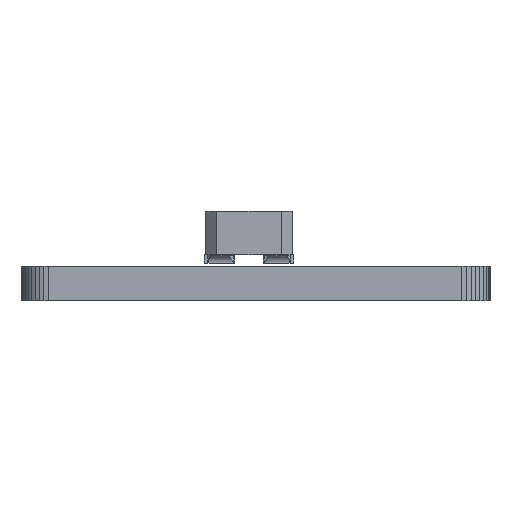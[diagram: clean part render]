
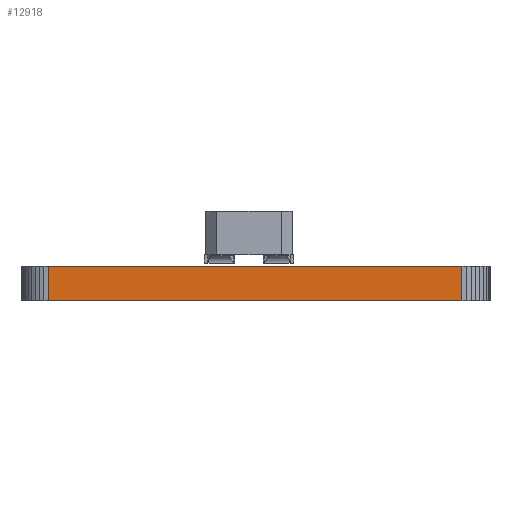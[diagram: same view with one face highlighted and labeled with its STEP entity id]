
A CAD part, left-side view. The second image highlights one B-rep face of the part: STEP entity #12918.
In plain terms, the highlighted planar face has unit normal (-1, 0, 0).
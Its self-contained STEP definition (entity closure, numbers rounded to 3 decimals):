
#9810 = PLANE('',#9811);
#9811 = AXIS2_PLACEMENT_3D('',#9812,#9813,#9814);
#9812 = CARTESIAN_POINT('',(149.025,-105.521,1.58));
#9813 = DIRECTION('',(-0.,-0.,-1.));
#9814 = DIRECTION('',(-1.,0.,0.));
#9864 = PLANE('',#9865);
#9865 = AXIS2_PLACEMENT_3D('',#9866,#9867,#9868);
#9866 = CARTESIAN_POINT('',(149.025,-105.521,0.));
#9867 = DIRECTION('',(-0.,-0.,-1.));
#9868 = DIRECTION('',(-1.,0.,0.));
#10757 = VERTEX_POINT('',#10758);
#10758 = CARTESIAN_POINT('',(124.535,-115.053,0.));
#10772 = PLANE('',#10773);
#10773 = AXIS2_PLACEMENT_3D('',#10774,#10775,#10776);
#10774 = CARTESIAN_POINT('',(124.555,-115.28,0.));
#10775 = DIRECTION('',(-0.996,-0.087,0.));
#10776 = DIRECTION('',(-0.087,0.996,0.));
#10784 = EDGE_CURVE('',#10757,#10785,#10787,.T.);
#10785 = VERTEX_POINT('',#10786);
#10786 = CARTESIAN_POINT('',(124.535,-95.91,0.));
#10787 = SURFACE_CURVE('',#10788,(#10792,#10799),.PCURVE_S1.);
#10788 = LINE('',#10789,#10790);
#10789 = CARTESIAN_POINT('',(124.535,-115.053,0.));
#10790 = VECTOR('',#10791,1.);
#10791 = DIRECTION('',(0.,1.,0.));
#10792 = PCURVE('',#9864,#10793);
#10793 = DEFINITIONAL_REPRESENTATION('',(#10794),#10798);
#10794 = LINE('',#10795,#10796);
#10795 = CARTESIAN_POINT('',(24.49,-9.532));
#10796 = VECTOR('',#10797,1.);
#10797 = DIRECTION('',(0.,1.));
#10798 = ( GEOMETRIC_REPRESENTATION_CONTEXT(2) 
PARAMETRIC_REPRESENTATION_CONTEXT() REPRESENTATION_CONTEXT('2D SPACE',''
  ) );
#10799 = PCURVE('',#10800,#10805);
#10800 = PLANE('',#10801);
#10801 = AXIS2_PLACEMENT_3D('',#10802,#10803,#10804);
#10802 = CARTESIAN_POINT('',(124.535,-115.053,0.));
#10803 = DIRECTION('',(-1.,0.,0.));
#10804 = DIRECTION('',(0.,1.,0.));
#10805 = DEFINITIONAL_REPRESENTATION('',(#10806),#10810);
#10806 = LINE('',#10807,#10808);
#10807 = CARTESIAN_POINT('',(0.,0.));
#10808 = VECTOR('',#10809,1.);
#10809 = DIRECTION('',(1.,0.));
#10810 = ( GEOMETRIC_REPRESENTATION_CONTEXT(2) 
PARAMETRIC_REPRESENTATION_CONTEXT() REPRESENTATION_CONTEXT('2D SPACE',''
  ) );
#10828 = PLANE('',#10829);
#10829 = AXIS2_PLACEMENT_3D('',#10830,#10831,#10832);
#10830 = CARTESIAN_POINT('',(124.535,-95.91,0.));
#10831 = DIRECTION('',(-0.996,0.087,0.));
#10832 = DIRECTION('',(0.087,0.996,0.));
#11942 = VERTEX_POINT('',#11943);
#11943 = CARTESIAN_POINT('',(124.535,-115.053,1.58));
#11964 = EDGE_CURVE('',#11942,#11965,#11967,.T.);
#11965 = VERTEX_POINT('',#11966);
#11966 = CARTESIAN_POINT('',(124.535,-95.91,1.58));
#11967 = SURFACE_CURVE('',#11968,(#11972,#11979),.PCURVE_S1.);
#11968 = LINE('',#11969,#11970);
#11969 = CARTESIAN_POINT('',(124.535,-115.053,1.58));
#11970 = VECTOR('',#11971,1.);
#11971 = DIRECTION('',(0.,1.,0.));
#11972 = PCURVE('',#9810,#11973);
#11973 = DEFINITIONAL_REPRESENTATION('',(#11974),#11978);
#11974 = LINE('',#11975,#11976);
#11975 = CARTESIAN_POINT('',(24.49,-9.532));
#11976 = VECTOR('',#11977,1.);
#11977 = DIRECTION('',(0.,1.));
#11978 = ( GEOMETRIC_REPRESENTATION_CONTEXT(2) 
PARAMETRIC_REPRESENTATION_CONTEXT() REPRESENTATION_CONTEXT('2D SPACE',''
  ) );
#11979 = PCURVE('',#10800,#11980);
#11980 = DEFINITIONAL_REPRESENTATION('',(#11981),#11985);
#11981 = LINE('',#11982,#11983);
#11982 = CARTESIAN_POINT('',(0.,-1.58));
#11983 = VECTOR('',#11984,1.);
#11984 = DIRECTION('',(1.,0.));
#11985 = ( GEOMETRIC_REPRESENTATION_CONTEXT(2) 
PARAMETRIC_REPRESENTATION_CONTEXT() REPRESENTATION_CONTEXT('2D SPACE',''
  ) );
#12868 = EDGE_CURVE('',#10785,#11965,#12869,.T.);
#12869 = SURFACE_CURVE('',#12870,(#12874,#12881),.PCURVE_S1.);
#12870 = LINE('',#12871,#12872);
#12871 = CARTESIAN_POINT('',(124.535,-95.91,0.));
#12872 = VECTOR('',#12873,1.);
#12873 = DIRECTION('',(0.,0.,1.));
#12874 = PCURVE('',#10828,#12875);
#12875 = DEFINITIONAL_REPRESENTATION('',(#12876),#12880);
#12876 = LINE('',#12877,#12878);
#12877 = CARTESIAN_POINT('',(0.,0.));
#12878 = VECTOR('',#12879,1.);
#12879 = DIRECTION('',(0.,-1.));
#12880 = ( GEOMETRIC_REPRESENTATION_CONTEXT(2) 
PARAMETRIC_REPRESENTATION_CONTEXT() REPRESENTATION_CONTEXT('2D SPACE',''
  ) );
#12881 = PCURVE('',#10800,#12882);
#12882 = DEFINITIONAL_REPRESENTATION('',(#12883),#12887);
#12883 = LINE('',#12884,#12885);
#12884 = CARTESIAN_POINT('',(19.142,0.));
#12885 = VECTOR('',#12886,1.);
#12886 = DIRECTION('',(0.,-1.));
#12887 = ( GEOMETRIC_REPRESENTATION_CONTEXT(2) 
PARAMETRIC_REPRESENTATION_CONTEXT() REPRESENTATION_CONTEXT('2D SPACE',''
  ) );
#12918 = ADVANCED_FACE('',(#12919),#10800,.T.);
#12919 = FACE_BOUND('',#12920,.T.);
#12920 = EDGE_LOOP('',(#12921,#12942,#12943,#12944));
#12921 = ORIENTED_EDGE('',*,*,#12922,.T.);
#12922 = EDGE_CURVE('',#10757,#11942,#12923,.T.);
#12923 = SURFACE_CURVE('',#12924,(#12928,#12935),.PCURVE_S1.);
#12924 = LINE('',#12925,#12926);
#12925 = CARTESIAN_POINT('',(124.535,-115.053,0.));
#12926 = VECTOR('',#12927,1.);
#12927 = DIRECTION('',(0.,0.,1.));
#12928 = PCURVE('',#10800,#12929);
#12929 = DEFINITIONAL_REPRESENTATION('',(#12930),#12934);
#12930 = LINE('',#12931,#12932);
#12931 = CARTESIAN_POINT('',(0.,0.));
#12932 = VECTOR('',#12933,1.);
#12933 = DIRECTION('',(0.,-1.));
#12934 = ( GEOMETRIC_REPRESENTATION_CONTEXT(2) 
PARAMETRIC_REPRESENTATION_CONTEXT() REPRESENTATION_CONTEXT('2D SPACE',''
  ) );
#12935 = PCURVE('',#10772,#12936);
#12936 = DEFINITIONAL_REPRESENTATION('',(#12937),#12941);
#12937 = LINE('',#12938,#12939);
#12938 = CARTESIAN_POINT('',(0.228,0.));
#12939 = VECTOR('',#12940,1.);
#12940 = DIRECTION('',(0.,-1.));
#12941 = ( GEOMETRIC_REPRESENTATION_CONTEXT(2) 
PARAMETRIC_REPRESENTATION_CONTEXT() REPRESENTATION_CONTEXT('2D SPACE',''
  ) );
#12942 = ORIENTED_EDGE('',*,*,#11964,.T.);
#12943 = ORIENTED_EDGE('',*,*,#12868,.F.);
#12944 = ORIENTED_EDGE('',*,*,#10784,.F.);
